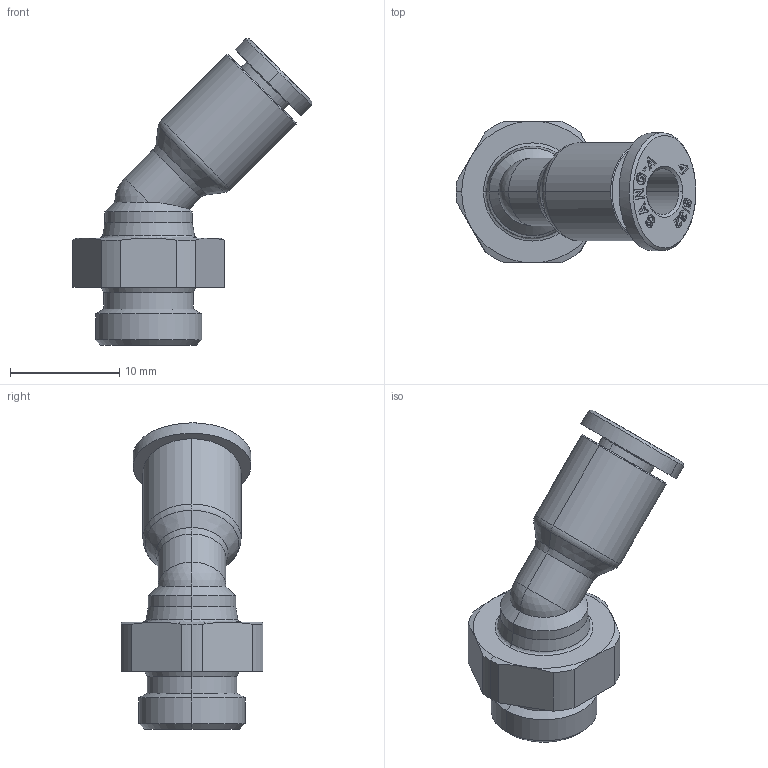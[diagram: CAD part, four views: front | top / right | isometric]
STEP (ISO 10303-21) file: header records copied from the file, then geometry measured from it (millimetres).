
FILE_DESCRIPTION((''),'2;1');
FILE_NAME('GPL45 04G01(3D).stp','2012-12-21T09:40:45',(''),(''),'Mechanical Desktop.R8.0.24.0','Mechanical Desktop.R8.0.24.0',', , ');
FILE_SCHEMA(('CONFIG_CONTROL_DESIGN'));
Length unit declared in the file: millimetre
Products named in the file (2): GPL45 04G01(3D); 睡ヶ1
Assembly tree (1 placements, depth 2):
  GPL45 04G01(3D)
    睡ヶ1
Bounding box: 21.95 x 13 x 28.06 mm (x, y, z)
Volume: 1659.4 mm3; surface area: 1605.7 mm2
Topology: 1 solids, 1 shells, 441 faces, 1215 edges, 795 vertices
Faces by surface type: plane 340, bspline 33, cylinder 32, cone 32, sphere 2, torus 2
Entity records: 14765 total; most frequent: CARTESIAN_POINT 3469, ORIENTED_EDGE 2426, DIRECTION 2174, EDGE_CURVE 1213, VECTOR 1034, LINE 1034, VERTEX_POINT 795, AXIS2_PLACEMENT_3D 570
